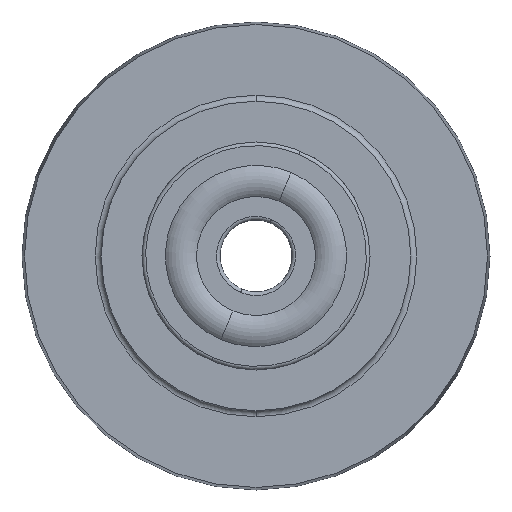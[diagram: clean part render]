
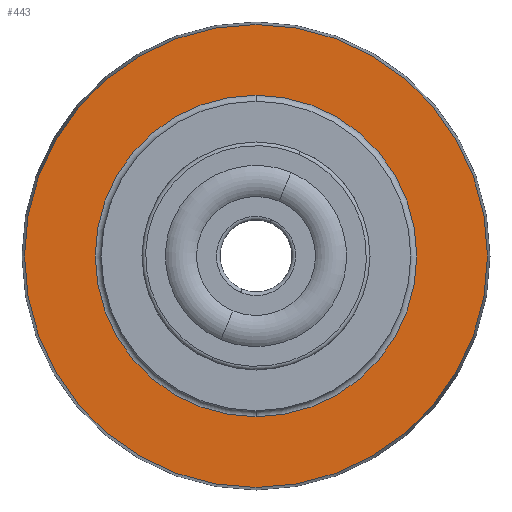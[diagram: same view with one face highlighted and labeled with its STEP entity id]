
A CAD part, front view. The second image highlights one B-rep face of the part: STEP entity #443.
In plain terms, the highlighted planar face has unit normal (0, -1, 0).
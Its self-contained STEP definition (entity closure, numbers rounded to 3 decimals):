
#18 = EDGE_CURVE ( 'NONE', #1386, #1568, #1560, .T. ) ;
#28 = CARTESIAN_POINT ( 'NONE',  ( 0., 5.8, 0. ) ) ;
#47 = DIRECTION ( 'NONE',  ( 0., 0., -1. ) ) ;
#99 = CARTESIAN_POINT ( 'NONE',  ( 0., 5.8, 0. ) ) ;
#141 = CARTESIAN_POINT ( 'NONE',  ( 0., 5.8, 19.29 ) ) ;
#150 = CIRCLE ( 'NONE', #541, 13.4 ) ;
#196 = ORIENTED_EDGE ( 'NONE', *, *, #261, .T. ) ;
#218 = EDGE_LOOP ( 'NONE', ( #1105, #637 ) ) ;
#261 = EDGE_CURVE ( 'NONE', #1568, #1386, #1133, .T. ) ;
#264 = EDGE_CURVE ( 'NONE', #1630, #1331, #1056, .T. ) ;
#353 = CARTESIAN_POINT ( 'NONE',  ( 0., 5.8, 13.4 ) ) ;
#443 = ADVANCED_FACE ( 'NONE', ( #1379, #1225 ), #1532, .T. ) ;
#494 = DIRECTION ( 'NONE',  ( 0., 0., -1. ) ) ;
#502 = EDGE_LOOP ( 'NONE', ( #196, #1199 ) ) ;
#506 = DIRECTION ( 'NONE',  ( 0., 1., 0. ) ) ;
#510 = CARTESIAN_POINT ( 'NONE',  ( 0., 5.8, 0. ) ) ;
#541 = AXIS2_PLACEMENT_3D ( 'NONE', #510, #506, #494 ) ;
#637 = ORIENTED_EDGE ( 'NONE', *, *, #264, .T. ) ;
#639 = DIRECTION ( 'NONE',  ( 0., -1., 0. ) ) ;
#654 = AXIS2_PLACEMENT_3D ( 'NONE', #1726, #1724, #1720 ) ;
#673 = CARTESIAN_POINT ( 'NONE',  ( 0., 5.8, -19.29 ) ) ;
#766 = CARTESIAN_POINT ( 'NONE',  ( 0., 5.8, -13.4 ) ) ;
#861 = AXIS2_PLACEMENT_3D ( 'NONE', #1536, #1556, #1522 ) ;
#1056 = CIRCLE ( 'NONE', #654, 13.4 ) ;
#1105 = ORIENTED_EDGE ( 'NONE', *, *, #1817, .T. ) ;
#1133 = CIRCLE ( 'NONE', #1295, 19.29 ) ;
#1199 = ORIENTED_EDGE ( 'NONE', *, *, #18, .T. ) ;
#1225 = FACE_OUTER_BOUND ( 'NONE', #502, .T. ) ;
#1295 = AXIS2_PLACEMENT_3D ( 'NONE', #99, #1739, #47 ) ;
#1329 = AXIS2_PLACEMENT_3D ( 'NONE', #28, #639, #1409 ) ;
#1331 = VERTEX_POINT ( 'NONE', #766 ) ;
#1379 = FACE_BOUND ( 'NONE', #218, .T. ) ;
#1386 = VERTEX_POINT ( 'NONE', #673 ) ;
#1409 = DIRECTION ( 'NONE',  ( 0., 0., -1. ) ) ;
#1522 = DIRECTION ( 'NONE',  ( 0., 0., -1. ) ) ;
#1532 = PLANE ( 'NONE',  #861 ) ;
#1536 = CARTESIAN_POINT ( 'NONE',  ( 12.9, 5.8, 0. ) ) ;
#1556 = DIRECTION ( 'NONE',  ( 0., -1., 0. ) ) ;
#1560 = CIRCLE ( 'NONE', #1329, 19.29 ) ;
#1568 = VERTEX_POINT ( 'NONE', #141 ) ;
#1630 = VERTEX_POINT ( 'NONE', #353 ) ;
#1720 = DIRECTION ( 'NONE',  ( 0., 0., -1. ) ) ;
#1724 = DIRECTION ( 'NONE',  ( 0., 1., 0. ) ) ;
#1726 = CARTESIAN_POINT ( 'NONE',  ( 0., 5.8, 0. ) ) ;
#1739 = DIRECTION ( 'NONE',  ( 0., -1., 0. ) ) ;
#1817 = EDGE_CURVE ( 'NONE', #1331, #1630, #150, .T. ) ;
